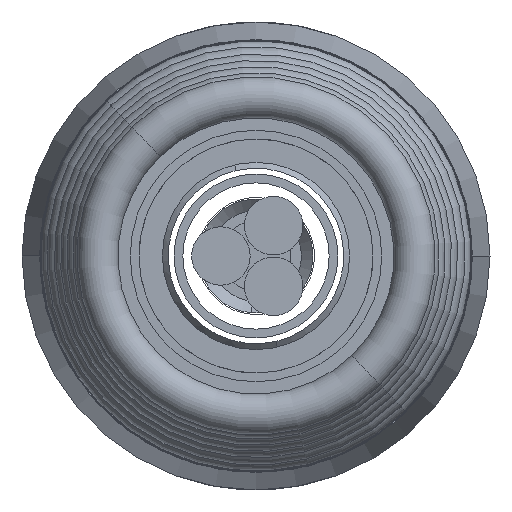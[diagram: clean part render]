
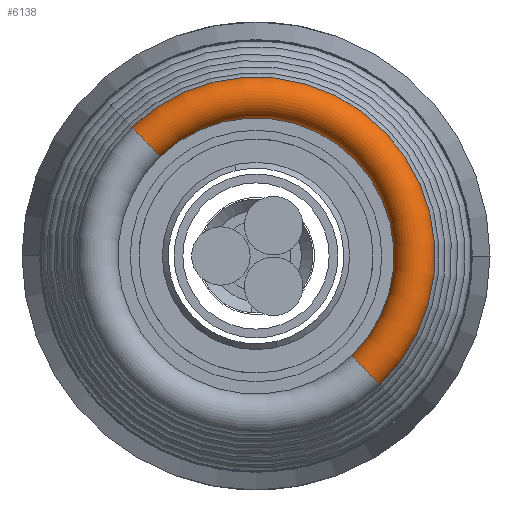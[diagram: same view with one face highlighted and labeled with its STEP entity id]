
A CAD part, front view. The second image highlights one B-rep face of the part: STEP entity #6138.
In plain terms, the highlighted toroidal (fillet/blend) face has major radius 2.71 mm and minor radius 0.35 mm.
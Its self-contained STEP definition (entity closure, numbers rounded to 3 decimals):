
#39 = CIRCLE ( 'NONE', #3581, 3.06 ) ;
#305 = TOROIDAL_SURFACE ( 'NONE', #4358, 2.71, 0.35 ) ;
#425 = DIRECTION ( 'NONE',  ( 0., 0., 1. ) ) ;
#611 = AXIS2_PLACEMENT_3D ( 'NONE', #3878, #4080, #649 ) ;
#649 = DIRECTION ( 'NONE',  ( 0.693, 0., -0.721 ) ) ;
#657 = CARTESIAN_POINT ( 'NONE',  ( -3.3, -40.293, 0. ) ) ;
#839 = CARTESIAN_POINT ( 'NONE',  ( -3.3, -40.293, 0. ) ) ;
#1194 = CARTESIAN_POINT ( 'NONE',  ( -1.663, -40.293, -1.7 ) ) ;
#1665 = FACE_OUTER_BOUND ( 'NONE', #2285, .T. ) ;
#1976 = CIRCLE ( 'NONE', #4483, 2.36 ) ;
#2285 = EDGE_LOOP ( 'NONE', ( #4119, #3126, #4596, #6123 ) ) ;
#2292 = VERTEX_POINT ( 'NONE', #4643 ) ;
#2307 = CARTESIAN_POINT ( 'NONE',  ( -1.178, -40.293, -2.205 ) ) ;
#2444 = DIRECTION ( 'NONE',  ( 0., 0., 1. ) ) ;
#2597 = VERTEX_POINT ( 'NONE', #5797 ) ;
#2634 = EDGE_CURVE ( 'NONE', #2292, #5864, #39, .T. ) ;
#3069 = AXIS2_PLACEMENT_3D ( 'NONE', #3753, #5687, #5724 ) ;
#3126 = ORIENTED_EDGE ( 'NONE', *, *, #5213, .F. ) ;
#3359 = CIRCLE ( 'NONE', #611, 0.35 ) ;
#3485 = CARTESIAN_POINT ( 'NONE',  ( -3.3, -40.293, 0. ) ) ;
#3581 = AXIS2_PLACEMENT_3D ( 'NONE', #3485, #5848, #2444 ) ;
#3591 = DIRECTION ( 'NONE',  ( 0., 1., 0. ) ) ;
#3753 = CARTESIAN_POINT ( 'NONE',  ( -5.179, -40.293, 1.953 ) ) ;
#3878 = CARTESIAN_POINT ( 'NONE',  ( -1.421, -40.293, -1.953 ) ) ;
#4080 = DIRECTION ( 'NONE',  ( 0.721, 0., 0.693 ) ) ;
#4119 = ORIENTED_EDGE ( 'NONE', *, *, #2634, .F. ) ;
#4358 = AXIS2_PLACEMENT_3D ( 'NONE', #657, #3591, #4415 ) ;
#4415 = DIRECTION ( 'NONE',  ( -0.693, 0., 0.721 ) ) ;
#4483 = AXIS2_PLACEMENT_3D ( 'NONE', #839, #5612, #425 ) ;
#4596 = ORIENTED_EDGE ( 'NONE', *, *, #5179, .T. ) ;
#4643 = CARTESIAN_POINT ( 'NONE',  ( -5.422, -40.293, 2.205 ) ) ;
#5179 = EDGE_CURVE ( 'NONE', #2597, #5619, #1976, .T. ) ;
#5213 = EDGE_CURVE ( 'NONE', #2597, #2292, #5309, .T. ) ;
#5309 = CIRCLE ( 'NONE', #3069, 0.35 ) ;
#5612 = DIRECTION ( 'NONE',  ( 0., 1., 0. ) ) ;
#5619 = VERTEX_POINT ( 'NONE', #1194 ) ;
#5687 = DIRECTION ( 'NONE',  ( -0.721, 0., -0.693 ) ) ;
#5724 = DIRECTION ( 'NONE',  ( -0.693, 0., 0.721 ) ) ;
#5768 = EDGE_CURVE ( 'NONE', #5619, #5864, #3359, .T. ) ;
#5797 = CARTESIAN_POINT ( 'NONE',  ( -4.936, -40.293, 1.7 ) ) ;
#5848 = DIRECTION ( 'NONE',  ( 0., 1., 0. ) ) ;
#5864 = VERTEX_POINT ( 'NONE', #2307 ) ;
#6123 = ORIENTED_EDGE ( 'NONE', *, *, #5768, .T. ) ;
#6138 = ADVANCED_FACE ( 'NONE', ( #1665 ), #305, .T. ) ;
